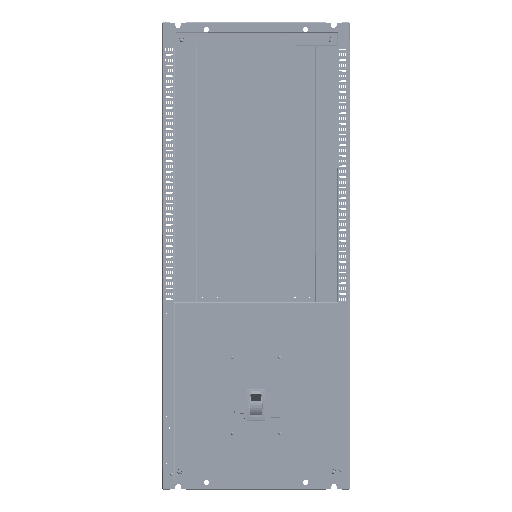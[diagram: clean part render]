
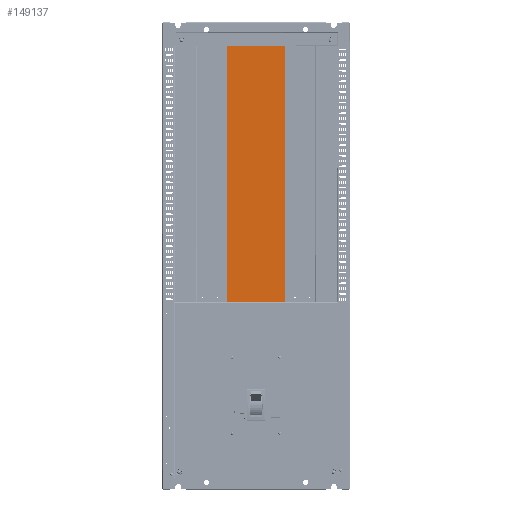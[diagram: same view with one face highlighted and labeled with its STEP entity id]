
A CAD part, top view. The second image highlights one B-rep face of the part: STEP entity #149137.
In plain terms, the highlighted planar face has unit normal (0, 0, 1).
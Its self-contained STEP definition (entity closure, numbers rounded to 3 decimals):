
#148916=DIRECTION('',(0.,1.,0.));
#148917=VECTOR('',#148916,36.1);
#148918=CARTESIAN_POINT('',(9.209,26.501,
-3.056));
#148919=LINE('',#148918,#148917);
#148925=DIRECTION('',(0.,1.,0.));
#148926=VECTOR('',#148925,36.1);
#148927=CARTESIAN_POINT('',(17.283,26.505,
-3.057));
#148928=LINE('',#148927,#148926);
#148986=DIRECTION('',(1.,0.,0.));
#148987=VECTOR('',#148986,8.074);
#148988=CARTESIAN_POINT('',(9.209,26.501,
-3.056));
#148989=LINE('',#148988,#148987);
#149002=DIRECTION('',(1.,0.,0.));
#149003=VECTOR('',#149002,8.074);
#149004=CARTESIAN_POINT('',(9.193,62.601,
-3.056));
#149005=LINE('',#149004,#149003);
#149026=CARTESIAN_POINT('',(9.209,26.501,
-3.056));
#149027=VERTEX_POINT('',#149026);
#149028=CARTESIAN_POINT('',(9.193,62.601,
-3.056));
#149029=VERTEX_POINT('',#149028);
#149038=CARTESIAN_POINT('',(17.283,26.505,
-3.057));
#149039=VERTEX_POINT('',#149038);
#149040=CARTESIAN_POINT('',(17.267,62.605,
-3.057));
#149041=VERTEX_POINT('',#149040);
#149123=CARTESIAN_POINT('',(9.209,26.501,
-3.056));
#149124=DIRECTION('',(0.,0.,1.));
#149125=DIRECTION('',(1.,0.,0.));
#149126=AXIS2_PLACEMENT_3D('',#149123,#149124,#149125);
#149127=PLANE('',#149126);
#149129=ORIENTED_EDGE('',*,*,#149128,.F.);
#149131=ORIENTED_EDGE('',*,*,#149130,.F.);
#149132=ORIENTED_EDGE('',*,*,#149118,.T.);
#149134=ORIENTED_EDGE('',*,*,#149133,.T.);
#149135=EDGE_LOOP('',(#149129,#149131,#149132,#149134));
#149136=FACE_OUTER_BOUND('',#149135,.F.);
#149137=ADVANCED_FACE('',(#149136),#149127,.T.);
#149118=EDGE_CURVE('',#149027,#149029,#148919,.T.);
#149128=EDGE_CURVE('',#149039,#149041,#148928,.T.);
#149130=EDGE_CURVE('',#149027,#149039,#148989,.T.);
#149133=EDGE_CURVE('',#149029,#149041,#149005,.T.);
